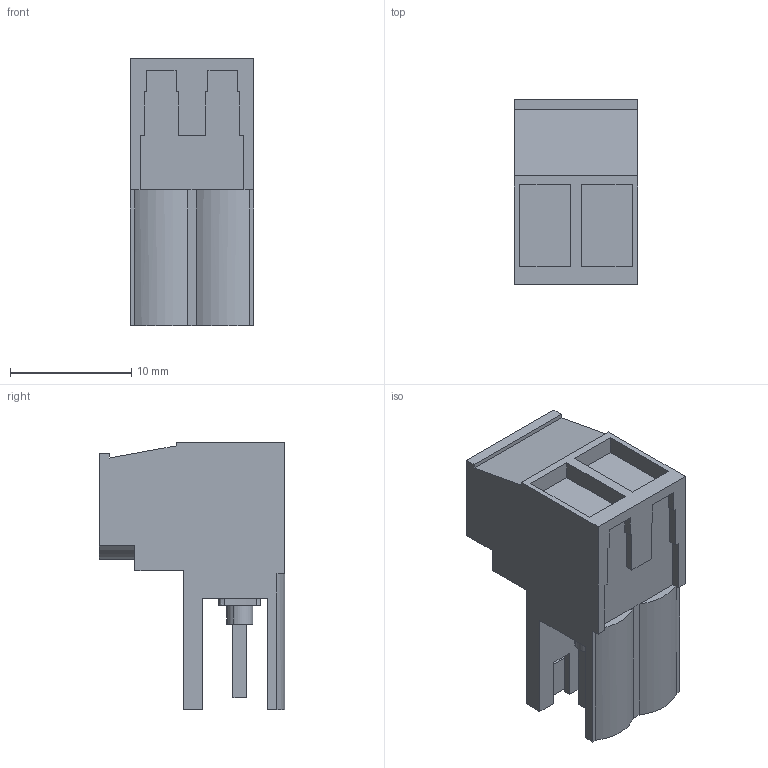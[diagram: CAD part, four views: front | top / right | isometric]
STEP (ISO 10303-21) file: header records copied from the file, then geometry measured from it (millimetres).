
FILE_DESCRIPTION(('CATIA V5 STEP','CAx-IF Rec.Pracs.--- Model Styling and Organization---1.2---2011-12-15'),'2;1');
FILE_NAME ('D1453746_0_1627090000_1627090000.stp','2017-06-01T06:48:24+00:00',('none'),('Weidmueller'),'CATIA Version 5-6 Release 2014','CATIA V5 STEP AP214','none');
FILE_SCHEMA(('AUTOMOTIVE_DESIGN { 1 0 10303 214 1 1 1 1 }'));
Length unit declared in the file: millimetre
Products named in the file (1): 1627090000
Bounding box: 10.16 x 15.3 x 22.05 mm (x, y, z)
Volume: 1740.9 mm3; surface area: 1813.1 mm2
Topology: 5 solids, 5 shells, 163 faces, 434 edges, 289 vertices
Faces by surface type: plane 129, cylinder 26, extrusion 8
Entity records: 5090 total; most frequent: CARTESIAN_POINT 1124, ORIENTED_EDGE 868, DIRECTION 682, EDGE_CURVE 434, VECTOR 364, LINE 356, VERTEX_POINT 289, AXIS2_PLACEMENT_3D 191
